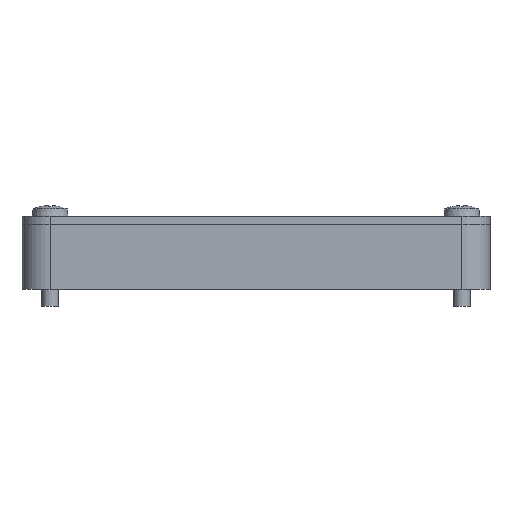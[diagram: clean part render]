
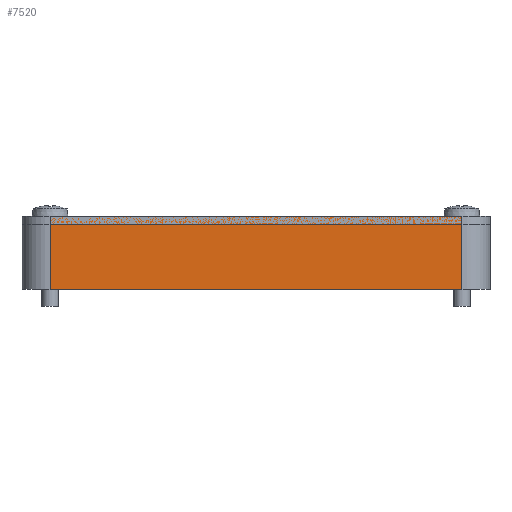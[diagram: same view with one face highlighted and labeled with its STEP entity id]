
A CAD part, front view. The second image highlights one B-rep face of the part: STEP entity #7520.
In plain terms, the highlighted planar face has unit normal (0, -1, 0).
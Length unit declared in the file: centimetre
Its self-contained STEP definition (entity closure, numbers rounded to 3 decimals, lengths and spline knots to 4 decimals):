
#591=PLANE('',#7887);
#932=FACE_OUTER_BOUND('',#1371,.T.);
#1371=EDGE_LOOP('',(#6580,#6581,#6582,#6583));
#2035=LINE('',#13907,#2631);
#2047=LINE('',#13944,#2643);
#2048=LINE('',#13948,#2644);
#2049=LINE('',#13949,#2645);
#2631=VECTOR('',#9027,1.);
#2643=VECTOR('',#9059,1.);
#2644=VECTOR('',#9064,1.);
#2645=VECTOR('',#9065,1.);
#3615=VERTEX_POINT('',#13904);
#3616=VERTEX_POINT('',#13906);
#3631=VERTEX_POINT('',#13943);
#3632=VERTEX_POINT('',#13947);
#4623=EDGE_CURVE('',#3615,#3616,#2035,.T.);
#4642=EDGE_CURVE('',#3616,#3631,#2047,.T.);
#4644=EDGE_CURVE('',#3632,#3615,#2048,.T.);
#4645=EDGE_CURVE('',#3631,#3632,#2049,.T.);
#6580=ORIENTED_EDGE('',*,*,#4642,.F.);
#6581=ORIENTED_EDGE('',*,*,#4623,.F.);
#6582=ORIENTED_EDGE('',*,*,#4644,.F.);
#6583=ORIENTED_EDGE('',*,*,#4645,.F.);
#7520=ADVANCED_FACE('',(#932),#591,.T.);
#7887=AXIS2_PLACEMENT_3D('',#13946,#9062,#9063);
#9027=DIRECTION('',(1.,0.,0.));
#9059=DIRECTION('',(0.,0.,-1.));
#9062=DIRECTION('center_axis',(0.,-1.,0.));
#9063=DIRECTION('ref_axis',(1.,0.,0.));
#9064=DIRECTION('',(0.,0.,1.));
#9065=DIRECTION('',(-1.,0.,0.));
#13904=CARTESIAN_POINT('',(-2.5,-5.154,1.3));
#13906=CARTESIAN_POINT('',(4.8,-5.154,1.3));
#13907=CARTESIAN_POINT('',(5.3,-5.154,1.3));
#13943=CARTESIAN_POINT('',(4.8,-5.154,0.));
#13944=CARTESIAN_POINT('',(4.8,-5.154,0.));
#13946=CARTESIAN_POINT('Origin',(-3.,-5.154,0.));
#13947=CARTESIAN_POINT('',(-2.5,-5.154,0.));
#13948=CARTESIAN_POINT('',(-2.5,-5.154,0.));
#13949=CARTESIAN_POINT('',(5.3,-5.154,0.));
